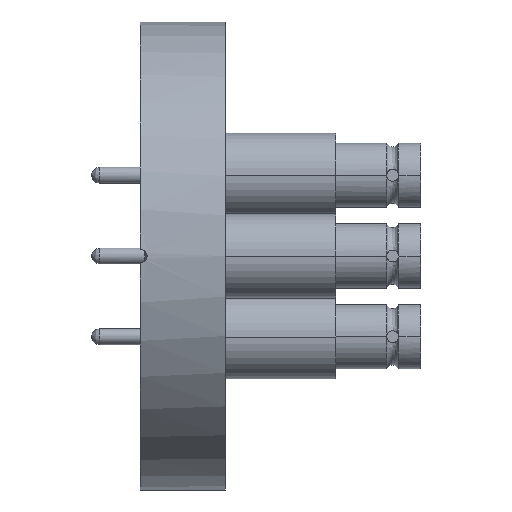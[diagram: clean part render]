
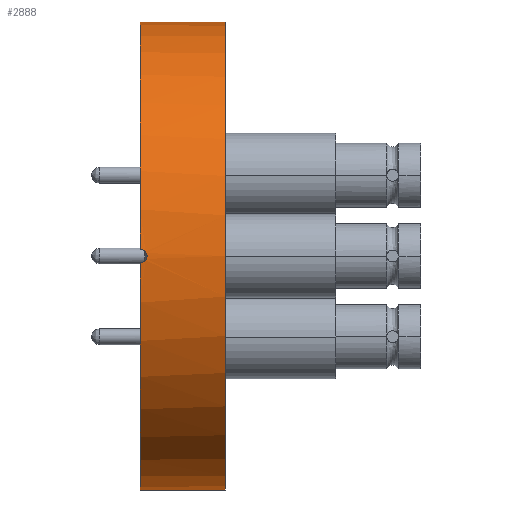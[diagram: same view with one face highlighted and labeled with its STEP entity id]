
A CAD part, left-side view. The second image highlights one B-rep face of the part: STEP entity #2888.
In plain terms, the highlighted cylindrical face has radius 34.95 mm (diameter 69.9 mm), a partial arc.
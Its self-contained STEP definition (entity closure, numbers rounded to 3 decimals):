
#91 = VERTEX_POINT ( 'NONE', #3314 ) ;
#130 = AXIS2_PLACEMENT_3D ( 'NONE', #238, #2031, #497 ) ;
#167 = CARTESIAN_POINT ( 'NONE',  ( -34.936, -0.262, 0.974 ) ) ;
#171 = CARTESIAN_POINT ( 'NONE',  ( 0., 0., 34.95 ) ) ;
#179 = CARTESIAN_POINT ( 'NONE',  ( -34.936, 0., -1. ) ) ;
#197 = VERTEX_POINT ( 'NONE', #1154 ) ;
#238 = CARTESIAN_POINT ( 'NONE',  ( 0., 0., 0. ) ) ;
#305 = CARTESIAN_POINT ( 'NONE',  ( -34.936, 0., -1. ) ) ;
#404 = CARTESIAN_POINT ( 'NONE',  ( -34.941, -0.615, 0.799 ) ) ;
#408 = CARTESIAN_POINT ( 'NONE',  ( 0., 0., 0. ) ) ;
#422 = DIRECTION ( 'NONE',  ( 0., 1., 0. ) ) ;
#497 = DIRECTION ( 'NONE',  ( 0., 0., 1. ) ) ;
#570 = CYLINDRICAL_SURFACE ( 'NONE', #2053, 34.95 ) ;
#635 = FACE_OUTER_BOUND ( 'NONE', #2317, .T. ) ;
#689 = VECTOR ( 'NONE', #1095, 1000. ) ;
#698 = CARTESIAN_POINT ( 'NONE',  ( -34.947, -0.874, 0.503 ) ) ;
#701 = LINE ( 'NONE', #2852, #689 ) ;
#706 = DIRECTION ( 'NONE',  ( 0., 0., 1. ) ) ;
#784 = VERTEX_POINT ( 'NONE', #3277 ) ;
#806 = ORIENTED_EDGE ( 'NONE', *, *, #2340, .F. ) ;
#860 = CARTESIAN_POINT ( 'NONE',  ( -34.936, 0., 1. ) ) ;
#904 = DIRECTION ( 'NONE',  ( 0., 0., 1. ) ) ;
#919 = CIRCLE ( 'NONE', #1133, 34.95 ) ;
#932 = DIRECTION ( 'NONE',  ( 0., 1., 0. ) ) ;
#980 = CARTESIAN_POINT ( 'NONE',  ( -34.95, -1., 0.131 ) ) ;
#1095 = DIRECTION ( 'NONE',  ( 0., 1., 0. ) ) ;
#1098 = VERTEX_POINT ( 'NONE', #860 ) ;
#1107 = CARTESIAN_POINT ( 'NONE',  ( 0., -12.7, 0. ) ) ;
#1133 = AXIS2_PLACEMENT_3D ( 'NONE', #408, #2223, #706 ) ;
#1154 = CARTESIAN_POINT ( 'NONE',  ( 0., -12.7, -34.95 ) ) ;
#1179 = CIRCLE ( 'NONE', #130, 34.95 ) ;
#1193 = CARTESIAN_POINT ( 'NONE',  ( 0., -12.7, 0. ) ) ;
#1234 = CARTESIAN_POINT ( 'NONE',  ( -34.949, -0.974, -0.261 ) ) ;
#1264 = CARTESIAN_POINT ( 'NONE',  ( 0., -12.7, 34.95 ) ) ;
#1302 = EDGE_CURVE ( 'NONE', #197, #784, #2068, .T. ) ;
#1349 = VECTOR ( 'NONE', #422, 1000. ) ;
#1358 = LINE ( 'NONE', #1264, #1349 ) ;
#1425 = DIRECTION ( 'NONE',  ( 0., 0., 1. ) ) ;
#1472 = CARTESIAN_POINT ( 'NONE',  ( -34.945, -0.801, -0.613 ) ) ;
#1724 = CARTESIAN_POINT ( 'NONE',  ( -34.936, -0.264, -1. ) ) ;
#1894 = EDGE_CURVE ( 'NONE', #784, #2358, #1358, .T. ) ;
#1953 = CARTESIAN_POINT ( 'NONE',  ( -34.939, -0.504, 0.874 ) ) ;
#1957 = EDGE_CURVE ( 'NONE', #91, #3221, #1179, .T. ) ;
#2031 = DIRECTION ( 'NONE',  ( 0., 1., 0. ) ) ;
#2053 = AXIS2_PLACEMENT_3D ( 'NONE', #1193, #3190, #1425 ) ;
#2068 = CIRCLE ( 'NONE', #2439, 34.95 ) ;
#2219 = CARTESIAN_POINT ( 'NONE',  ( -34.945, -0.799, 0.615 ) ) ;
#2223 = DIRECTION ( 'NONE',  ( 0., 1., 0. ) ) ;
#2317 = EDGE_LOOP ( 'NONE', ( #2404, #2463, #2573, #806, #2599, #2618 ) ) ;
#2340 = EDGE_CURVE ( 'NONE', #1098, #2358, #919, .T. ) ;
#2358 = VERTEX_POINT ( 'NONE', #171 ) ;
#2404 = ORIENTED_EDGE ( 'NONE', *, *, #2692, .F. ) ;
#2439 = AXIS2_PLACEMENT_3D ( 'NONE', #1107, #932, #904 ) ;
#2463 = ORIENTED_EDGE ( 'NONE', *, *, #1302, .T. ) ;
#2464 = CARTESIAN_POINT ( 'NONE',  ( -34.936, -0.132, 1. ) ) ;
#2478 = CARTESIAN_POINT ( 'NONE',  ( -34.949, -0.974, 0.263 ) ) ;
#2573 = ORIENTED_EDGE ( 'NONE', *, *, #1894, .T. ) ;
#2599 = ORIENTED_EDGE ( 'NONE', *, *, #2998, .T. ) ;
#2618 = ORIENTED_EDGE ( 'NONE', *, *, #1957, .F. ) ;
#2692 = EDGE_CURVE ( 'NONE', #197, #91, #701, .T. ) ;
#2731 = CARTESIAN_POINT ( 'NONE',  ( -34.95, -1., -0.13 ) ) ;
#2852 = CARTESIAN_POINT ( 'NONE',  ( 0., -12.7, -34.95 ) ) ;
#2888 = ADVANCED_FACE ( 'NONE', ( #635 ), #570, .T. ) ;
#2959 = B_SPLINE_CURVE_WITH_KNOTS ( 'NONE', 3,
 ( #2969, #2464, #167, #1953, #404, #2219, #698, #2478, #980, #2731, #1234, #2992, #1472, #3261, #1724, #179 ),
 .UNSPECIFIED., .F., .F.,
 ( 4, 2, 2, 2, 2, 2, 2, 4 ),
 ( 0., 0., 0.001, 0.001, 0.002, 0.002, 0.002, 0.003 ),
 .UNSPECIFIED. ) ;
#2969 = CARTESIAN_POINT ( 'NONE',  ( -34.936, 0., 1. ) ) ;
#2992 = CARTESIAN_POINT ( 'NONE',  ( -34.947, -0.874, -0.503 ) ) ;
#2998 = EDGE_CURVE ( 'NONE', #1098, #3221, #2959, .T. ) ;
#3190 = DIRECTION ( 'NONE',  ( 0., 1., 0. ) ) ;
#3221 = VERTEX_POINT ( 'NONE', #305 ) ;
#3261 = CARTESIAN_POINT ( 'NONE',  ( -34.939, -0.521, -0.893 ) ) ;
#3277 = CARTESIAN_POINT ( 'NONE',  ( 0., -12.7, 34.95 ) ) ;
#3314 = CARTESIAN_POINT ( 'NONE',  ( 0., 0., -34.95 ) ) ;
